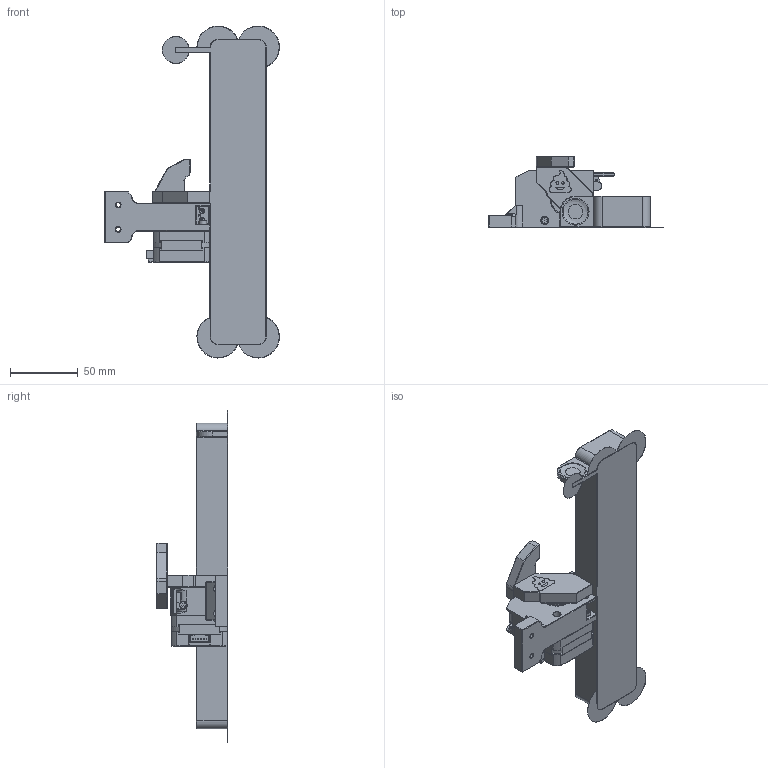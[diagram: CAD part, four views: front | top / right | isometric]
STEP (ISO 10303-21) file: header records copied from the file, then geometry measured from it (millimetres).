
FILE_DESCRIPTION(/* description */ (''),/* implementation_level */ '2;1');
FILE_NAME(/* name */ 'Blobifier v19.step',/* time_stamp */ '2025-11-06T16:59:04+02:00',/* author */ (''),/* organization */ (''),/* preprocessor_version */ 'ST-DEVELOPER v20.1',/* originating_system */ 'Autodesk Translation Framework v14.17.0.0',/* authorisation */ '');
FILE_SCHEMA (('AUTOMOTIVE_DESIGN { 1 0 10303 214 3 1 1 }'));
Products named in the file (27): Configuration 1; Tray; Bucket Assembly; Bucket; Shaker Stealthburner; Shaker; Arm; Mount_voron_2.4 5mm wider bed; nema17_pancake; back_plate; front_plate; stator; rotor; connector; 625ZZ; M3_screw; GT2 20T 6MM Pulley; Tensioner; BeltSupport; DIN 7991 - M3x6 Stainless Steel A2 Plain; StepperHousing; D2F_FL_D; D2F_FL_D.BASE; D2F_FL_D_ACTUATOR; DIN 912 - M3 x 0.5 x 10 Stainless Steel A2 Plain; DIN 912 - M3 x 0.5 x 8 Stainless Steel A2 Plain; DIN 912 - M2 x 0.4 x 10 Stainless Steel A2 Plain
Assembly tree (33 placements, depth 4):
  Configuration 1
    Tray
    Bucket Assembly
      Bucket
      Shaker Stealthburner
        Shaker
        Arm
    Mount_voron_2.4 5mm wider bed
    nema17_pancake
      back_plate
      front_plate
      stator
      625ZZ  x2
      rotor
      connector
      M3_screw  x4
    GT2 20T 6MM Pulley
    Tensioner
    BeltSupport
    DIN 7991 - M3x6 Stainless Steel A2 Plain  x2
    StepperHousing
    D2F_FL_D
      D2F_FL_D.BASE
      D2F_FL_D_ACTUATOR
    DIN 912 - M3 x 0.5 x 10 Stainless Steel A2 Plain
    DIN 912 - M3 x 0.5 x 8 Stainless Steel A2 Plain  x2
    DIN 912 - M2 x 0.4 x 10 Stainless Steel A2 Plain  x2
Bounding box: 128.6 x 52.5 x 244.2 mm (x, y, z)
Volume: 125149.7 mm3; surface area: 98364.4 mm2
Topology: 36 solids, 36 shells, 2616 faces, 6743 edges, 4395 vertices
Faces by surface type: plane 2167, cylinder 260, cone 83, bspline 74, torus 32
Full cylindrical faces by diameter (mm): 0.8 x3, 1.9 x2, 1.933 x2, 2 x1, 2.8 x3, 2.927 x5, 3 x25, 3.4 x8, 3.6 x2, 3.8 x2, 4.6 x4, 4.949 x1, 5 x5, 5.2 x4, 5.5 x3, 6 x3, 6.5 x4, 6.6 x1, 7 x4, 8.768 x1, 9 x5, 10 x1, 12.3 x4, 16 x5, 22 x3, 30 x1, 31 x2
Entity records: 78243 total; most frequent: CARTESIAN_POINT 16674, ORIENTED_EDGE 12838, DIRECTION 11784, EDGE_CURVE 6419, LINE 5574, VECTOR 5574, VERTEX_POINT 4194, AXIS2_PLACEMENT_3D 3105
